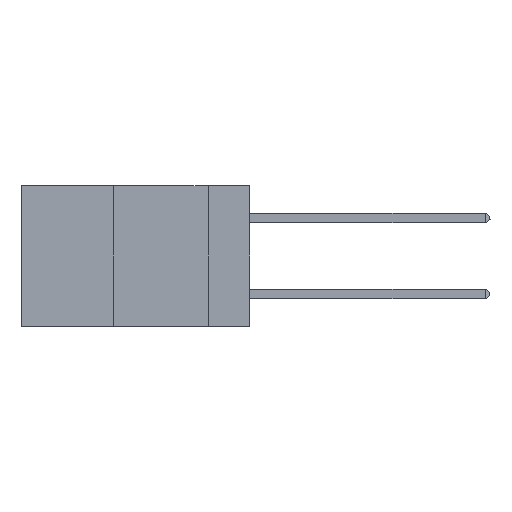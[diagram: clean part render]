
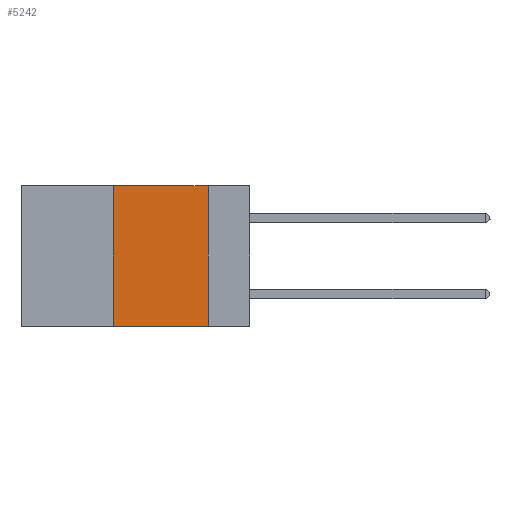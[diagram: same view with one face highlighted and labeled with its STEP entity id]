
A CAD part, left-side view. The second image highlights one B-rep face of the part: STEP entity #5242.
In plain terms, the highlighted planar face has unit normal (-1, 0, 0).
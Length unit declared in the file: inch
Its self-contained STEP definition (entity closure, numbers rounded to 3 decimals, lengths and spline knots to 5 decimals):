
#79 = DIRECTION ( 'NONE',  ( 0., 0., 1. ) ) ;
#478 = VERTEX_POINT ( 'NONE', #16630 ) ;
#1218 = ORIENTED_EDGE ( 'NONE', *, *, #14714, .F. ) ;
#2037 = VERTEX_POINT ( 'NONE', #6137 ) ;
#2762 = DIRECTION ( 'NONE',  ( 0., 0., -1. ) ) ;
#4147 = VECTOR ( 'NONE', #2762, 39.37008 ) ;
#4209 = LINE ( 'NONE', #10681, #14271 ) ;
#4728 = VERTEX_POINT ( 'NONE', #9304 ) ;
#5242 = ADVANCED_FACE ( 'NONE', ( #17257 ), #15898, .F. ) ;
#5995 = LINE ( 'NONE', #18878, #4147 ) ;
#6137 = CARTESIAN_POINT ( 'NONE',  ( 0., 0.36, -0.37 ) ) ;
#6485 = VECTOR ( 'NONE', #18074, 39.37008 ) ;
#7337 = DIRECTION ( 'NONE',  ( 0., -1., 0. ) ) ;
#7989 = LINE ( 'NONE', #14337, #9943 ) ;
#9304 = CARTESIAN_POINT ( 'NONE',  ( 0., 0.11, 0. ) ) ;
#9943 = VECTOR ( 'NONE', #79, 39.37008 ) ;
#10287 = EDGE_CURVE ( 'NONE', #2037, #16736, #4209, .T. ) ;
#10681 = CARTESIAN_POINT ( 'NONE',  ( 0., 0.6, -0.37 ) ) ;
#10792 = ORIENTED_EDGE ( 'NONE', *, *, #10287, .T. ) ;
#10838 = CARTESIAN_POINT ( 'NONE',  ( 0., 0.6, 0. ) ) ;
#13372 = EDGE_CURVE ( 'NONE', #4728, #16736, #5995, .T. ) ;
#14271 = VECTOR ( 'NONE', #7337, 39.37008 ) ;
#14337 = CARTESIAN_POINT ( 'NONE',  ( 0., 0.36, 0. ) ) ;
#14714 = EDGE_CURVE ( 'NONE', #2037, #478, #7989, .T. ) ;
#15898 = PLANE ( 'NONE',  #15999 ) ;
#15999 = AXIS2_PLACEMENT_3D ( 'NONE', #10838, #18921, #17563 ) ;
#16012 = CARTESIAN_POINT ( 'NONE',  ( 0., 0.6, 0. ) ) ;
#16630 = CARTESIAN_POINT ( 'NONE',  ( 0., 0.36, 0. ) ) ;
#16736 = VERTEX_POINT ( 'NONE', #17838 ) ;
#16737 = ORIENTED_EDGE ( 'NONE', *, *, #17511, .F. ) ;
#17257 = FACE_OUTER_BOUND ( 'NONE', #20495, .T. ) ;
#17511 = EDGE_CURVE ( 'NONE', #478, #4728, #19245, .T. ) ;
#17563 = DIRECTION ( 'NONE',  ( 0., 0., -1. ) ) ;
#17798 = ORIENTED_EDGE ( 'NONE', *, *, #13372, .F. ) ;
#17838 = CARTESIAN_POINT ( 'NONE',  ( 0., 0.11, -0.37 ) ) ;
#18074 = DIRECTION ( 'NONE',  ( 0., -1., 0. ) ) ;
#18878 = CARTESIAN_POINT ( 'NONE',  ( 0., 0.11, 0. ) ) ;
#18921 = DIRECTION ( 'NONE',  ( 1., 0., 0. ) ) ;
#19245 = LINE ( 'NONE', #16012, #6485 ) ;
#20495 = EDGE_LOOP ( 'NONE', ( #17798, #16737, #1218, #10792 ) ) ;
